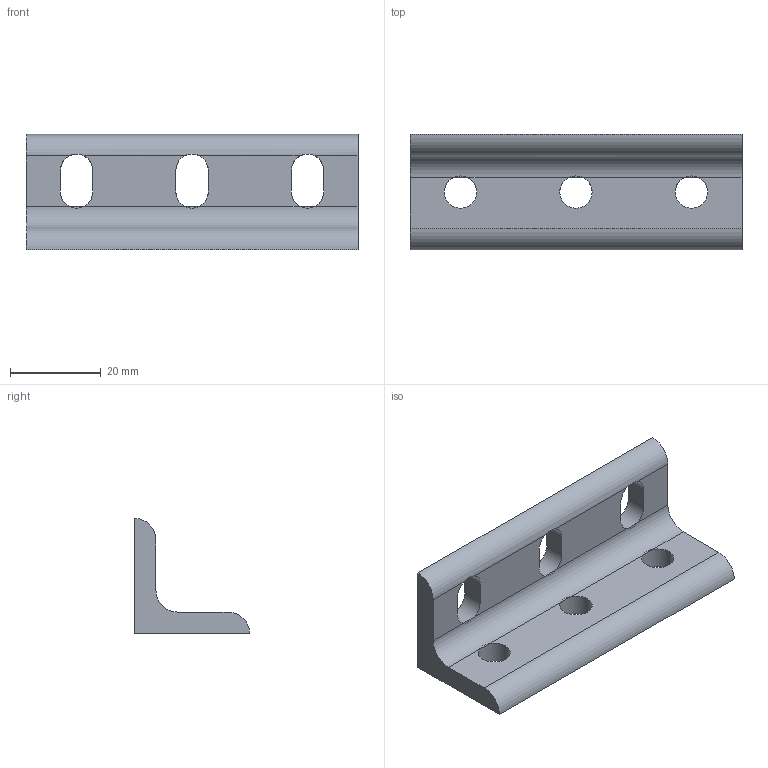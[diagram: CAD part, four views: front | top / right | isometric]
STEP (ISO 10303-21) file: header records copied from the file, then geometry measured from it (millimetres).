
FILE_DESCRIPTION((''),'2;1');
FILE_NAME('10CB4224.stp','2015-07-07T13:25:28',(''),(''),'Mechanical Desktop 2011','Mechanical Desktop 2011',', , ');
FILE_SCHEMA(('AUTOMOTIVE_DESIGN { 1 2 10303 214 1 1 1 1 }'));
Length unit declared in the file: inch
Products named in the file (1): Product
Bounding box: 73.03 x 25.4 x 25.4 mm (x, y, z)
Volume: 14067.2 mm3; surface area: 7507.4 mm2
Topology: 1 solids, 1 shells, 36 faces, 108 edges, 68 vertices
Faces by surface type: plane 21, cylinder 15
Entity records: 1301 total; most frequent: CARTESIAN_POINT 228, DIRECTION 224, ORIENTED_EDGE 216, EDGE_CURVE 108, AXIS2_PLACEMENT_3D 82, VERTEX_POINT 68, VECTOR 60, LINE 60
